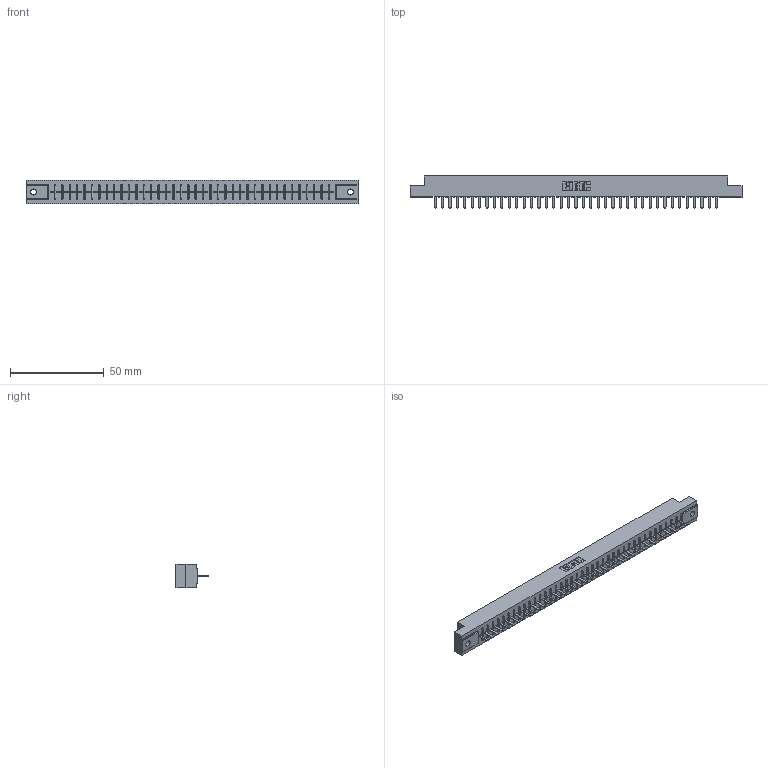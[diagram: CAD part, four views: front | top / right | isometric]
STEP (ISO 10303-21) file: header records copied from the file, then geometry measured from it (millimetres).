
FILE_DESCRIPTION (( 'STEP AP203' ), '1' );
FILE_NAME ('316-039-520-102.STEP', '2018-07-31T05:06:32', ( '' ), ( '' ), 'SwSTEP 2.0', 'SolidWorks 2016', '' );
FILE_SCHEMA (( 'CONFIG_CONTROL_DESIGN' ));
Length unit declared in the file: inch
Products named in the file (3): 306 Part_.128 Dia; 306-290-001_120; 316-039-520-102
Assembly tree (40 placements, depth 2):
  316-039-520-102
    306 Part_.128 Dia
    306-290-001_120  x39
Bounding box: 177.55 x 17.12 x 12.7 mm (x, y, z)
Volume: 19583.7 mm3; surface area: 19796.3 mm2
Topology: 40 solids, 40 shells, 2846 faces, 7999 edges, 5122 vertices
Faces by surface type: plane 1901, cylinder 789, sphere 156
Entity records: 36716 total; most frequent: CARTESIAN_POINT 6164, ORIENTED_EDGE 6110, DIRECTION 6079, EDGE_CURVE 3055, LINE 2389, VECTOR 2389, VERTEX_POINT 1930, AXIS2_PLACEMENT_3D 1845
